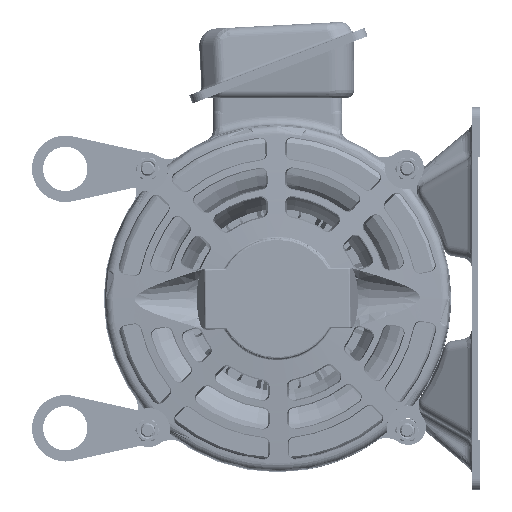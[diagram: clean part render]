
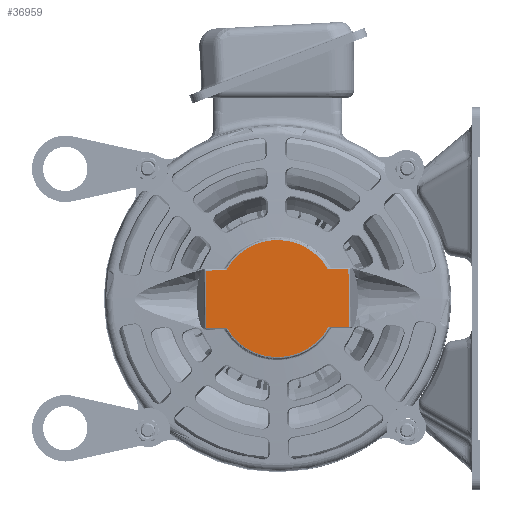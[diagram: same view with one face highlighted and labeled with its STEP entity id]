
A CAD part, left-side view. The second image highlights one B-rep face of the part: STEP entity #36959.
In plain terms, the highlighted planar face has unit normal (-1, 0, 0).
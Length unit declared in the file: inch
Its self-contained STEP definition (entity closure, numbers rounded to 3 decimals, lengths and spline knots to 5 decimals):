
#929 = DIRECTION ( 'NONE',  ( 0., 0., -1. ) ) ;
#1852 = CARTESIAN_POINT ( 'NONE',  ( -7.99902, 0.8998, 0.63048 ) ) ;
#2548 = VECTOR ( 'NONE', #79891, 39.37008 ) ;
#5393 = VECTOR ( 'NONE', #118488, 39.37008 ) ;
#15424 = CARTESIAN_POINT ( 'NONE',  ( -7.99902, -0.23867, 0.0045 ) ) ;
#18831 = CARTESIAN_POINT ( 'NONE',  ( -7.99902, 0.88875, -0.64116 ) ) ;
#20788 = VERTEX_POINT ( 'NONE', #122342 ) ;
#22170 = ORIENTED_EDGE ( 'NONE', *, *, #46631, .F. ) ;
#22873 = ORIENTED_EDGE ( 'NONE', *, *, #102350, .F. ) ;
#25404 = EDGE_CURVE ( 'NONE', #72711, #61674, #133580, .T. ) ;
#27107 = CARTESIAN_POINT ( 'NONE',  ( -7.99902, -1.8583, -0.61729 ) ) ;
#27996 = CARTESIAN_POINT ( 'NONE',  ( -7.99902, -1.84726, 0.65434 ) ) ;
#30233 = DIRECTION ( 'NONE',  ( 1., 0., 0. ) ) ;
#30402 = LINE ( 'NONE', #104858, #91546 ) ;
#33099 = CARTESIAN_POINT ( 'NONE',  ( -7.99902, 1.33971, -0.64507 ) ) ;
#33168 = LINE ( 'NONE', #111949, #2548 ) ;
#36959 = ADVANCED_FACE ( 'NONE', ( #76166 ), #74998, .F. ) ;
#38448 = VERTEX_POINT ( 'NONE', #33099 ) ;
#43612 = CARTESIAN_POINT ( 'NONE',  ( -7.99902, -1.82844, -0.65692 ) ) ;
#44048 = DIRECTION ( 'NONE',  ( 0., -0.009, -1. ) ) ;
#45940 = VECTOR ( 'NONE', #78327, 39.37008 ) ;
#46631 = EDGE_CURVE ( 'NONE', #38448, #113650, #30402, .T. ) ;
#47363 = AXIS2_PLACEMENT_3D ( 'NONE', #102687, #30233, #929 ) ;
#48700 = CARTESIAN_POINT ( 'NONE',  ( -7.99902, 1.09434, -0.64294 ) ) ;
#49186 = LINE ( 'NONE', #27996, #45940 ) ;
#49601 = DIRECTION ( 'NONE',  ( 0., 1., -0.009 ) ) ;
#49836 = AXIS2_PLACEMENT_3D ( 'NONE', #94776, #105193, #93449 ) ;
#53070 = DIRECTION ( 'NONE',  ( 0., 0.009, 1. ) ) ;
#53179 = VECTOR ( 'NONE', #49601, 39.37008 ) ;
#57798 = EDGE_CURVE ( 'NONE', #61674, #127892, #77788, .T. ) ;
#60278 = CARTESIAN_POINT ( 'NONE',  ( -7.99902, 1.35076, 0.62656 ) ) ;
#60528 = CIRCLE ( 'NONE', #133475, 1.29921 ) ;
#61674 = VERTEX_POINT ( 'NONE', #73683 ) ;
#63451 = VERTEX_POINT ( 'NONE', #1852 ) ;
#69318 = ORIENTED_EDGE ( 'NONE', *, *, #57798, .F. ) ;
#72711 = VERTEX_POINT ( 'NONE', #88669 ) ;
#73683 = CARTESIAN_POINT ( 'NONE',  ( -7.99902, -1.82809, -0.61756 ) ) ;
#74998 = PLANE ( 'NONE',  #49836 ) ;
#75098 = CIRCLE ( 'NONE', #47363, 1.29921 ) ;
#76166 = FACE_OUTER_BOUND ( 'NONE', #117544, .T. ) ;
#76403 = EDGE_CURVE ( 'NONE', #113650, #63451, #33168, .T. ) ;
#77788 = LINE ( 'NONE', #27107, #5393 ) ;
#78327 = DIRECTION ( 'NONE',  ( 0., -1., 0.009 ) ) ;
#79891 = DIRECTION ( 'NONE',  ( 0., -1., 0.009 ) ) ;
#80483 = LINE ( 'NONE', #48700, #53179 ) ;
#82560 = ORIENTED_EDGE ( 'NONE', *, *, #97697, .F. ) ;
#85237 = EDGE_CURVE ( 'NONE', #63451, #20788, #75098, .T. ) ;
#88669 = CARTESIAN_POINT ( 'NONE',  ( -7.99902, -1.81705, 0.65408 ) ) ;
#91546 = VECTOR ( 'NONE', #53070, 39.37008 ) ;
#93449 = DIRECTION ( 'NONE',  ( 0., 0., -1. ) ) ;
#94776 = CARTESIAN_POINT ( 'NONE',  ( -7.99902, 1.09987, -0.00712 ) ) ;
#97697 = EDGE_CURVE ( 'NONE', #128077, #38448, #80483, .T. ) ;
#100989 = ORIENTED_EDGE ( 'NONE', *, *, #76403, .F. ) ;
#102350 = EDGE_CURVE ( 'NONE', #127892, #128077, #60528, .T. ) ;
#102687 = CARTESIAN_POINT ( 'NONE',  ( -7.99902, -0.23867, 0.0045 ) ) ;
#104615 = VECTOR ( 'NONE', #44048, 39.37008 ) ;
#104858 = CARTESIAN_POINT ( 'NONE',  ( -7.99902, 1.34524, -0.00926 ) ) ;
#105193 = DIRECTION ( 'NONE',  ( 1., 0., 0. ) ) ;
#108464 = CARTESIAN_POINT ( 'NONE',  ( -7.99902, -1.37713, -0.62147 ) ) ;
#111949 = CARTESIAN_POINT ( 'NONE',  ( -7.99902, 1.10539, 0.62869 ) ) ;
#113650 = VERTEX_POINT ( 'NONE', #60278 ) ;
#114165 = ORIENTED_EDGE ( 'NONE', *, *, #85237, .F. ) ;
#117544 = EDGE_LOOP ( 'NONE', ( #22873, #69318, #119750, #124751, #114165, #100989, #22170, #82560 ) ) ;
#118488 = DIRECTION ( 'NONE',  ( 0., 1., -0.009 ) ) ;
#118975 = DIRECTION ( 'NONE',  ( 1., 0., 0. ) ) ;
#119750 = ORIENTED_EDGE ( 'NONE', *, *, #25404, .F. ) ;
#122342 = CARTESIAN_POINT ( 'NONE',  ( -7.99902, -1.36609, 0.65016 ) ) ;
#124751 = ORIENTED_EDGE ( 'NONE', *, *, #130484, .F. ) ;
#127892 = VERTEX_POINT ( 'NONE', #108464 ) ;
#128077 = VERTEX_POINT ( 'NONE', #18831 ) ;
#128851 = DIRECTION ( 'NONE',  ( 0., 1., 0. ) ) ;
#130484 = EDGE_CURVE ( 'NONE', #20788, #72711, #49186, .T. ) ;
#133475 = AXIS2_PLACEMENT_3D ( 'NONE', #15424, #118975, #128851 ) ;
#133580 = LINE ( 'NONE', #43612, #104615 ) ;
